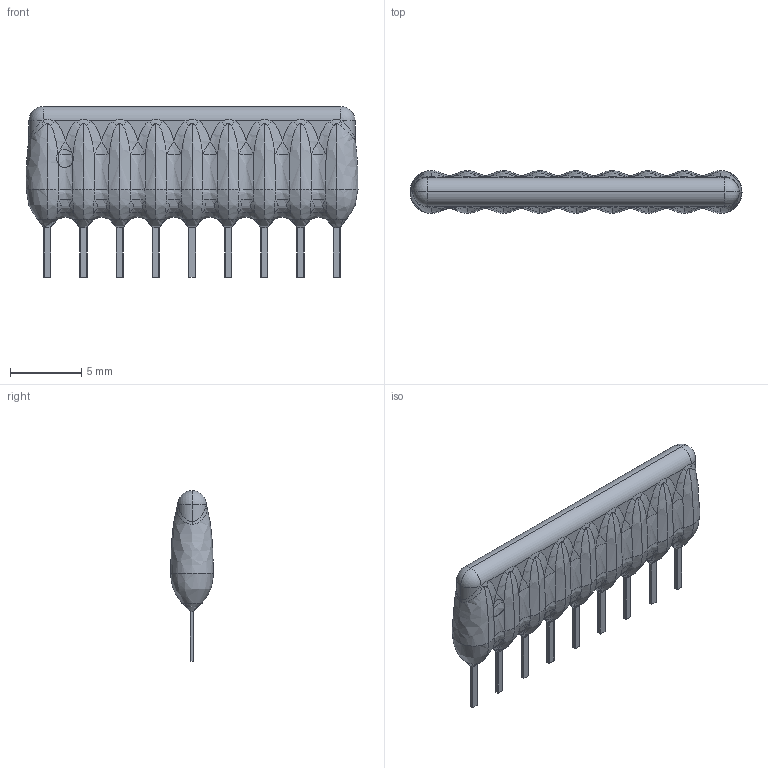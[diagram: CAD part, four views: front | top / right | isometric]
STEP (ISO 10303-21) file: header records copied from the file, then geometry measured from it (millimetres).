
FILE_DESCRIPTION (( 'STEP AP214' ), '1' );
FILE_NAME ('SIP-9_L22.8-W3.0-H8.5-P2.54.step', '2025-06-20T02:14:56', ( '' ), ( '' ), 'SwSTEP 2.0', 'SolidWorks 2021', '' );
FILE_SCHEMA (( 'AUTOMOTIVE_DESIGN' ));
Length unit declared in the file: millimetre
Products named in the file (1): SIP-9_L22.8-W3.0-H8.5-P2.54
Bounding box: 23.32 x 3 x 12 mm (x, y, z)
Volume: 409.8 mm3; surface area: 507.5 mm2
Topology: 1 solids, 1 shells, 437 faces, 1010 edges, 527 vertices
Faces by surface type: bspline 298, plane 93, cylinder 42, sphere 4
Entity records: 23191 total; most frequent: CARTESIAN_POINT 11346, ORIENTED_EDGE 1924, EDGE_CURVE 962, DIRECTION 945, VERTEX_POINT 527, B_SPLINE_CURVE_WITH_KNOTS 512, EDGE_LOOP 437, ADVANCED_FACE 437
